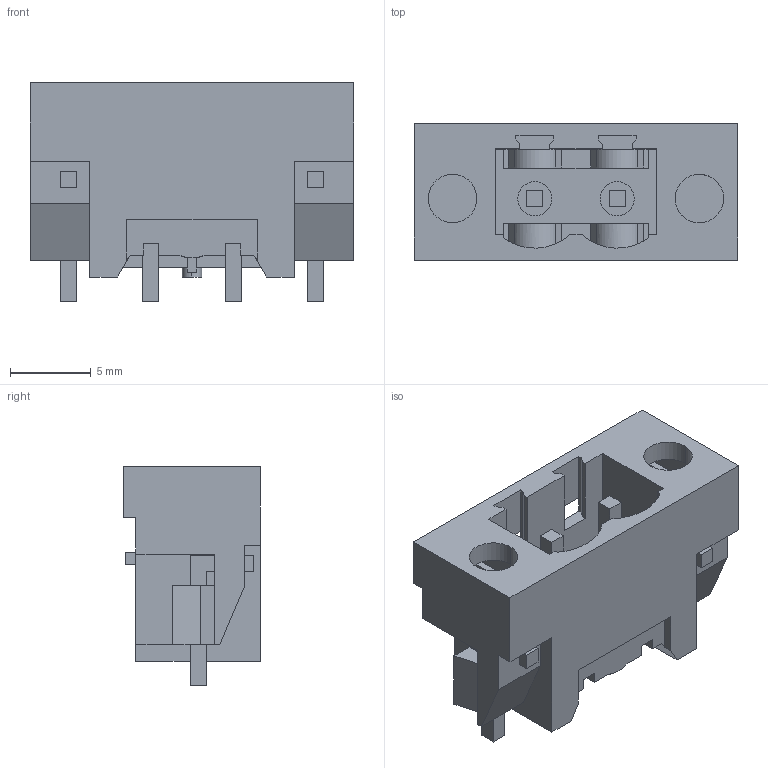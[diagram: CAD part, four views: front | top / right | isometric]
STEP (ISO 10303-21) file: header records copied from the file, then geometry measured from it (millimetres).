
FILE_DESCRIPTION(('CATIA V5 STEP Exchange','CAx-IF Rec.Pracs.--- Model Styling and Organization---1.2---2011-12-15'),'2;1');
FILE_NAME ('D1455938_0_1776362001_1776362001.stp','2018-03-21T12:29:48+00:00',('none'),('Weidmueller'),'CATIA Version 5-6 Release 2014','CATIA V5 STEP AP214','none');
FILE_SCHEMA(('AUTOMOTIVE_DESIGN { 1 0 10303 214 1 1 1 1 }'));
Length unit declared in the file: millimetre
Products named in the file (1): 1776362001
Bounding box: 19.96 x 8.43 x 13.5 mm (x, y, z)
Volume: 889.2 mm3; surface area: 1826.2 mm2
Topology: 5 solids, 5 shells, 214 faces, 640 edges, 432 vertices
Faces by surface type: plane 194, cylinder 18, extrusion 2
Entity records: 7295 total; most frequent: CARTESIAN_POINT 1504, ORIENTED_EDGE 1280, DIRECTION 1040, EDGE_CURVE 640, VECTOR 582, LINE 580, VERTEX_POINT 432, AXIS2_PLACEMENT_3D 246
